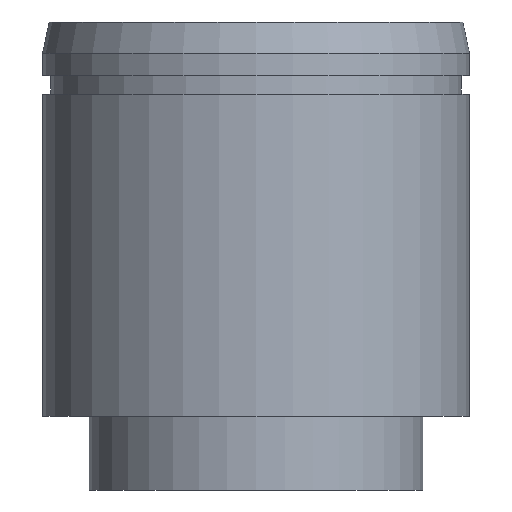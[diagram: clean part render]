
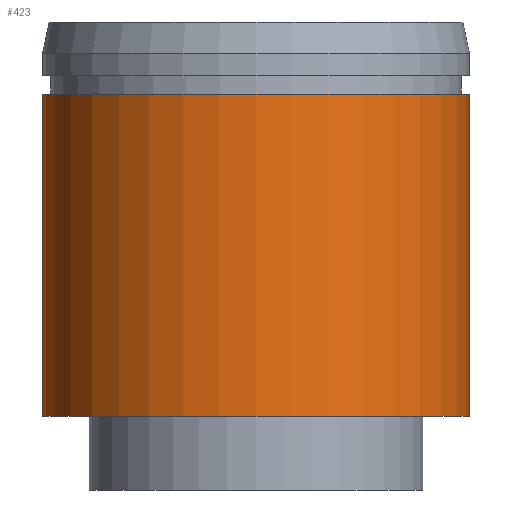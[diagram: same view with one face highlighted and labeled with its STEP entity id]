
A CAD part, front view. The second image highlights one B-rep face of the part: STEP entity #423.
In plain terms, the highlighted cylindrical face has radius 13 mm (diameter 26 mm), a partial arc.
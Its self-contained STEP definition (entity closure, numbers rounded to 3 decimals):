
#7 = DIRECTION ( 'NONE',  ( 1., 0., 0. ) ) ;
#8 = EDGE_CURVE ( 'NONE', #147, #110, #243, .T. ) ;
#15 = VERTEX_POINT ( 'NONE', #471 ) ;
#32 = EDGE_LOOP ( 'NONE', ( #266, #567, #364, #359 ) ) ;
#79 = DIRECTION ( 'NONE',  ( 0., 0., 1. ) ) ;
#110 = VERTEX_POINT ( 'NONE', #239 ) ;
#129 = AXIS2_PLACEMENT_3D ( 'NONE', #418, #429, #234 ) ;
#143 = VECTOR ( 'NONE', #79, 1000. ) ;
#147 = VERTEX_POINT ( 'NONE', #241 ) ;
#156 = AXIS2_PLACEMENT_3D ( 'NONE', #592, #256, #7 ) ;
#162 = EDGE_CURVE ( 'NONE', #15, #358, #434, .T. ) ;
#164 = CARTESIAN_POINT ( 'NONE',  ( 13., 0., 3.7 ) ) ;
#170 = DIRECTION ( 'NONE',  ( 1., 0., 0. ) ) ;
#215 = DIRECTION ( 'NONE',  ( 0., 0., 1. ) ) ;
#234 = DIRECTION ( 'NONE',  ( 1., 0., 0. ) ) ;
#239 = CARTESIAN_POINT ( 'NONE',  ( 13., 0., 23.31 ) ) ;
#241 = CARTESIAN_POINT ( 'NONE',  ( -13., 0., 23.31 ) ) ;
#243 = CIRCLE ( 'NONE', #129, 13. ) ;
#252 = FACE_OUTER_BOUND ( 'NONE', #32, .T. ) ;
#256 = DIRECTION ( 'NONE',  ( 0., 0., 1. ) ) ;
#257 = CARTESIAN_POINT ( 'NONE',  ( 0., 0., 0. ) ) ;
#266 = ORIENTED_EDGE ( 'NONE', *, *, #453, .F. ) ;
#336 = AXIS2_PLACEMENT_3D ( 'NONE', #257, #215, #170 ) ;
#344 = EDGE_CURVE ( 'NONE', #358, #110, #622, .T. ) ;
#358 = VERTEX_POINT ( 'NONE', #164 ) ;
#359 = ORIENTED_EDGE ( 'NONE', *, *, #8, .F. ) ;
#363 = CARTESIAN_POINT ( 'NONE',  ( 13., 0., 0. ) ) ;
#364 = ORIENTED_EDGE ( 'NONE', *, *, #344, .T. ) ;
#418 = CARTESIAN_POINT ( 'NONE',  ( 0., 0., 23.31 ) ) ;
#423 = ADVANCED_FACE ( 'NONE', ( #252 ), #481, .T. ) ;
#429 = DIRECTION ( 'NONE',  ( 0., 0., 1. ) ) ;
#434 = CIRCLE ( 'NONE', #156, 13. ) ;
#453 = EDGE_CURVE ( 'NONE', #15, #147, #536, .T. ) ;
#457 = CARTESIAN_POINT ( 'NONE',  ( -13., 0., 0. ) ) ;
#471 = CARTESIAN_POINT ( 'NONE',  ( -13., 0., 3.7 ) ) ;
#481 = CYLINDRICAL_SURFACE ( 'NONE', #336, 13. ) ;
#536 = LINE ( 'NONE', #457, #143 ) ;
#542 = VECTOR ( 'NONE', #549, 1000. ) ;
#549 = DIRECTION ( 'NONE',  ( 0., 0., 1. ) ) ;
#567 = ORIENTED_EDGE ( 'NONE', *, *, #162, .T. ) ;
#592 = CARTESIAN_POINT ( 'NONE',  ( 0., 0., 3.7 ) ) ;
#622 = LINE ( 'NONE', #363, #542 ) ;
